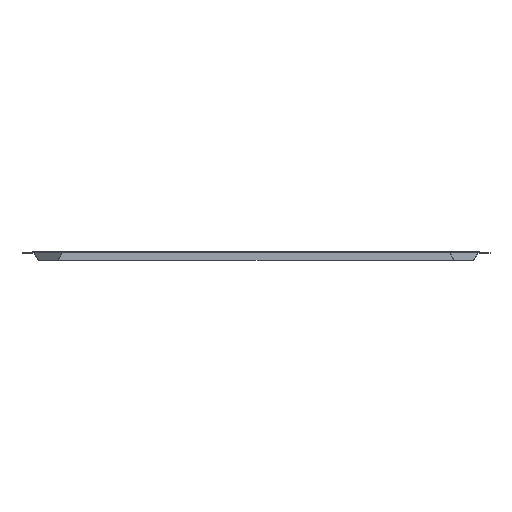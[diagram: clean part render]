
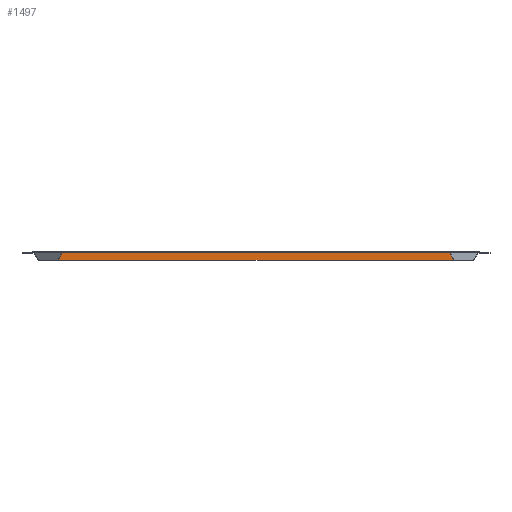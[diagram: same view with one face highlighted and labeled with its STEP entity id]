
A CAD part, front view. The second image highlights one B-rep face of the part: STEP entity #1497.
In plain terms, the highlighted planar face has unit normal (0, -1, 0).
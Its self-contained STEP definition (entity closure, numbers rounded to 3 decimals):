
#47 = EDGE_LOOP ( 'NONE', ( #1903, #155, #1469, #1391, #1874, #840 ) ) ;
#57 = CARTESIAN_POINT ( 'NONE',  ( -344.214, -0.7, -0.7 ) ) ;
#96 = CARTESIAN_POINT ( 'NONE',  ( -172.439, -0.7, -172.439 ) ) ;
#155 = ORIENTED_EDGE ( 'NONE', *, *, #636, .T. ) ;
#218 = AXIS2_PLACEMENT_3D ( 'NONE', #1029, #1059, #1197 ) ;
#221 = VECTOR ( 'NONE', #1032, 1000. ) ;
#281 = CARTESIAN_POINT ( 'NONE',  ( 0., -0.7, -13. ) ) ;
#294 = LINE ( 'NONE', #96, #2032 ) ;
#309 = CARTESIAN_POINT ( 'NONE',  ( 343.178, -0.7, -1.7 ) ) ;
#411 = CARTESIAN_POINT ( 'NONE',  ( 344.081, -0.7, -0.901 ) ) ;
#415 = CARTESIAN_POINT ( 'NONE',  ( -343.178, -0.7, -1.7 ) ) ;
#451 = CARTESIAN_POINT ( 'NONE',  ( 343.178, -0.7, -1.7 ) ) ;
#567 = CARTESIAN_POINT ( 'NONE',  ( 331.878, -0.7, -13. ) ) ;
#636 = EDGE_CURVE ( 'NONE', #787, #1037, #2064, .T. ) ;
#687 = FACE_OUTER_BOUND ( 'NONE', #47, .T. ) ;
#688 = EDGE_CURVE ( 'NONE', #1037, #1269, #1559, .T. ) ;
#696 = VECTOR ( 'NONE', #960, 1000. ) ;
#758 = CARTESIAN_POINT ( 'NONE',  ( 344.214, -0.7, -0.7 ) ) ;
#780 = EDGE_CURVE ( 'NONE', #1769, #1429, #1452, .T. ) ;
#787 = VERTEX_POINT ( 'NONE', #1641 ) ;
#840 = ORIENTED_EDGE ( 'NONE', *, *, #1246, .F. ) ;
#897 = PLANE ( 'NONE',  #218 ) ;
#958 = VECTOR ( 'NONE', #1654, 1000. ) ;
#960 = DIRECTION ( 'NONE',  ( 1., 0., 0. ) ) ;
#1029 = CARTESIAN_POINT ( 'NONE',  ( 0., -0.7, 0. ) ) ;
#1032 = DIRECTION ( 'NONE',  ( 0.707, 0., 0.707 ) ) ;
#1036 = EDGE_CURVE ( 'NONE', #1104, #787, #294, .T. ) ;
#1037 = VERTEX_POINT ( 'NONE', #567 ) ;
#1049 = EDGE_CURVE ( 'NONE', #1269, #1769, #1175, .T. ) ;
#1059 = DIRECTION ( 'NONE',  ( 0., 1., 0. ) ) ;
#1104 = VERTEX_POINT ( 'NONE', #415 ) ;
#1105 = CARTESIAN_POINT ( 'NONE',  ( 344.214, -0.7, -0.7 ) ) ;
#1175 = B_SPLINE_CURVE_WITH_KNOTS ( 'NONE', 3,
 ( #309, #1186, #1725, #1846, #411, #1105 ),
 .UNSPECIFIED., .F., .F.,
 ( 4, 2, 4 ),
 ( 0.004, 0.004, 0.005 ),
 .UNSPECIFIED. ) ;
#1186 = CARTESIAN_POINT ( 'NONE',  ( 343.37, -0.7, -1.554 ) ) ;
#1197 = DIRECTION ( 'NONE',  ( 0., 0., 1. ) ) ;
#1202 = CARTESIAN_POINT ( 'NONE',  ( 331.878, -0.7, -13. ) ) ;
#1246 = EDGE_CURVE ( 'NONE', #1104, #1429, #1701, .T. ) ;
#1269 = VERTEX_POINT ( 'NONE', #451 ) ;
#1374 = CARTESIAN_POINT ( 'NONE',  ( -344.214, -0.7, -0.7 ) ) ;
#1391 = ORIENTED_EDGE ( 'NONE', *, *, #1049, .T. ) ;
#1429 = VERTEX_POINT ( 'NONE', #1374 ) ;
#1452 = LINE ( 'NONE', #1796, #958 ) ;
#1469 = ORIENTED_EDGE ( 'NONE', *, *, #688, .T. ) ;
#1497 = ADVANCED_FACE ( 'NONE', ( #687 ), #897, .F. ) ;
#1559 = LINE ( 'NONE', #1202, #221 ) ;
#1641 = CARTESIAN_POINT ( 'NONE',  ( -331.878, -0.7, -13. ) ) ;
#1643 = DIRECTION ( 'NONE',  ( 0.707, 0., -0.707 ) ) ;
#1654 = DIRECTION ( 'NONE',  ( -1., 0., 0. ) ) ;
#1701 = B_SPLINE_CURVE_WITH_KNOTS ( 'NONE', 3,
 ( #1986, #2013, #2110, #2135, #2155, #57 ),
 .UNSPECIFIED., .F., .F.,
 ( 4, 2, 4 ),
 ( 0.004, 0.004, 0.005 ),
 .UNSPECIFIED. ) ;
#1725 = CARTESIAN_POINT ( 'NONE',  ( 343.563, -0.7, -1.408 ) ) ;
#1769 = VERTEX_POINT ( 'NONE', #758 ) ;
#1796 = CARTESIAN_POINT ( 'NONE',  ( 0., -0.7, -0.7 ) ) ;
#1846 = CARTESIAN_POINT ( 'NONE',  ( 343.919, -0.7, -1.082 ) ) ;
#1874 = ORIENTED_EDGE ( 'NONE', *, *, #780, .T. ) ;
#1903 = ORIENTED_EDGE ( 'NONE', *, *, #1036, .T. ) ;
#1986 = CARTESIAN_POINT ( 'NONE',  ( -343.178, -0.7, -1.7 ) ) ;
#2013 = CARTESIAN_POINT ( 'NONE',  ( -343.37, -0.7, -1.554 ) ) ;
#2032 = VECTOR ( 'NONE', #1643, 1000. ) ;
#2064 = LINE ( 'NONE', #281, #696 ) ;
#2110 = CARTESIAN_POINT ( 'NONE',  ( -343.563, -0.7, -1.408 ) ) ;
#2135 = CARTESIAN_POINT ( 'NONE',  ( -343.919, -0.7, -1.082 ) ) ;
#2155 = CARTESIAN_POINT ( 'NONE',  ( -344.081, -0.7, -0.901 ) ) ;
